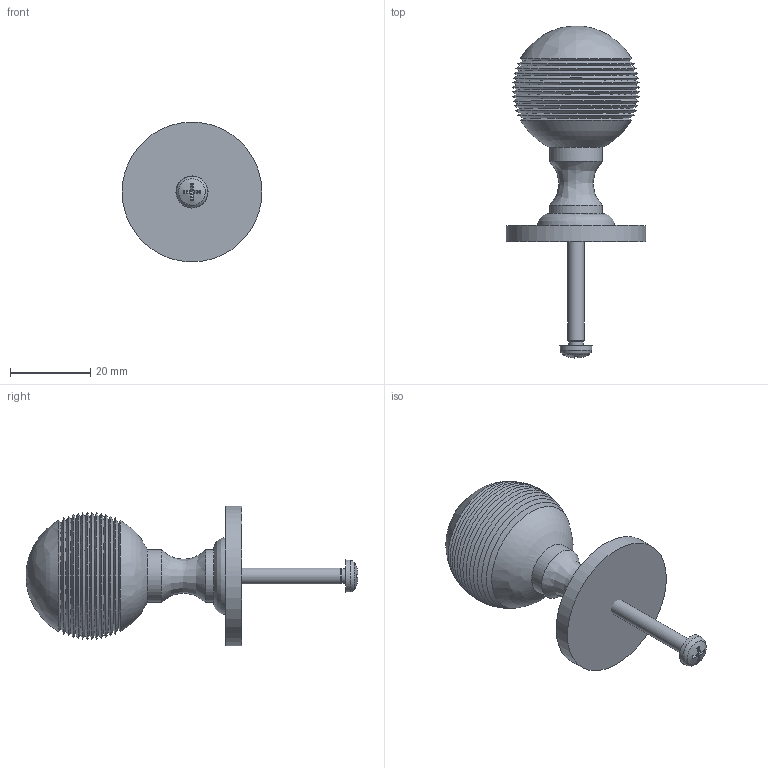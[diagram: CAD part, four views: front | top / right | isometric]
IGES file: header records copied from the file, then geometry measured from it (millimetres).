
Global section: file name: P797-C; native system: Autodesk Inventor 2018; preprocessor: unknown; author: ashami; date: 20180911.144338; units: millimetre
Bounding box: 34.9 x 82.88 x 34.85 mm (x, y, z)
Volume: 22586.3 mm3; surface area: 8133.7 mm2
Topology: 2 solids, 2 shells, 67 faces, 197 edges, 136 vertices
Faces by surface type: bspline 67
